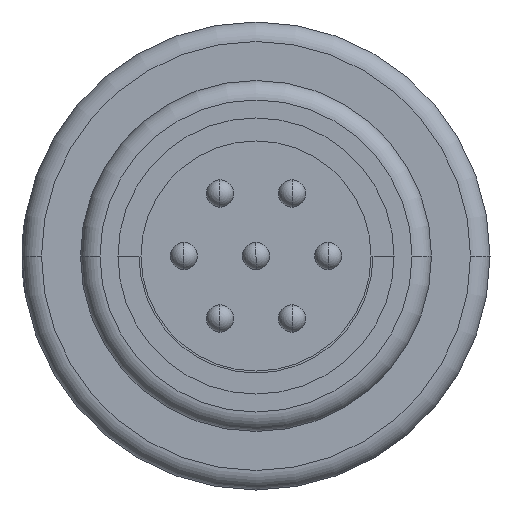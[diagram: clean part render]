
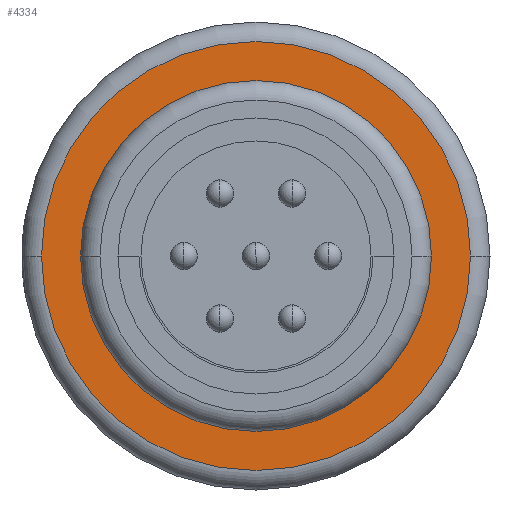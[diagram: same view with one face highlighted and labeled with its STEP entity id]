
A CAD part, left-side view. The second image highlights one B-rep face of the part: STEP entity #4334.
In plain terms, the highlighted planar face has unit normal (-1, 0, 0).
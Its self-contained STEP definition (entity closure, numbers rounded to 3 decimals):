
#1013=CARTESIAN_POINT('',(-2.4,0.,0.));
#1014=DIRECTION('',(-1.,0.,0.));
#1015=DIRECTION('',(0.,-1.,0.));
#1016=AXIS2_PLACEMENT_3D('',#1013,#1014,#1015);
#1021=CARTESIAN_POINT('',(-2.4,0.,0.));
#1022=DIRECTION('',(-1.,0.,0.));
#1023=DIRECTION('',(0.,1.,0.));
#1024=AXIS2_PLACEMENT_3D('',#1021,#1022,#1023);
#1037=CARTESIAN_POINT('',(-2.4,0.,0.));
#1038=DIRECTION('',(1.,0.,0.));
#1039=DIRECTION('',(0.,1.,0.));
#1040=AXIS2_PLACEMENT_3D('',#1037,#1038,#1039);
#1690=CARTESIAN_POINT('',(-2.4,0.,0.));
#1691=DIRECTION('',(-1.,0.,0.));
#1692=DIRECTION('',(0.,1.,0.));
#1693=AXIS2_PLACEMENT_3D('',#1690,#1691,#1692);
#3285=CARTESIAN_POINT('',(-2.4,4.5,0.));
#3286=CARTESIAN_POINT('',(-2.4,-4.5,0.));
#3287=VERTEX_POINT('',#3285);
#3288=VERTEX_POINT('',#3286);
#3365=CARTESIAN_POINT('',(-2.4,-5.5,0.));
#3366=CARTESIAN_POINT('',(-2.4,5.5,0.));
#3367=VERTEX_POINT('',#3365);
#3368=VERTEX_POINT('',#3366);
#4318=CARTESIAN_POINT('',(-2.4,0.,0.));
#4319=DIRECTION('',(1.,0.,0.));
#4320=DIRECTION('',(0.,-1.,0.));
#4321=AXIS2_PLACEMENT_3D('',#4318,#4319,#4320);
#4322=PLANE('',#4321);
#4324=ORIENTED_EDGE('',*,*,#4323,.F.);
#4325=ORIENTED_EDGE('',*,*,#4308,.F.);
#4326=EDGE_LOOP('',(#4324,#4325));
#4327=FACE_OUTER_BOUND('',#4326,.F.);
#4329=ORIENTED_EDGE('',*,*,#4328,.F.);
#4331=ORIENTED_EDGE('',*,*,#4330,.T.);
#4332=EDGE_LOOP('',(#4329,#4331));
#4333=FACE_BOUND('',#4332,.F.);
#1017=CIRCLE('',#1016,5.5);
#1025=CIRCLE('',#1024,5.5);
#1041=CIRCLE('',#1040,4.5);
#1694=CIRCLE('',#1693,4.5);
#4308=EDGE_CURVE('',#3368,#3367,#1025,.T.);
#4323=EDGE_CURVE('',#3367,#3368,#1017,.T.);
#4328=EDGE_CURVE('',#3287,#3288,#1041,.T.);
#4330=EDGE_CURVE('',#3287,#3288,#1694,.T.);
#4334=ADVANCED_FACE('',(#4327,#4333),#4322,.F.);
